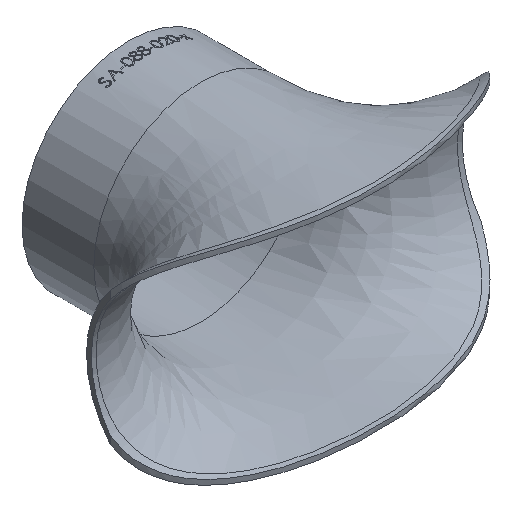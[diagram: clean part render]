
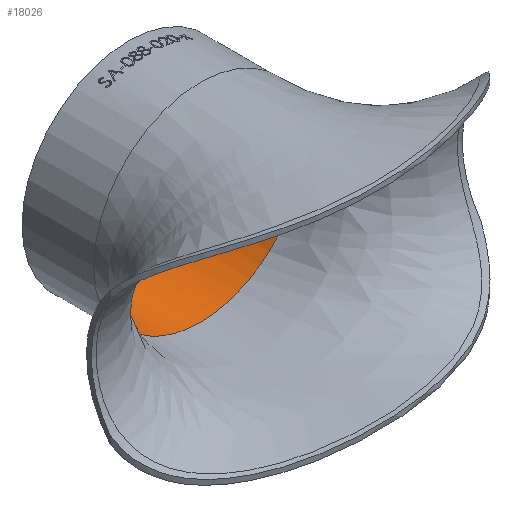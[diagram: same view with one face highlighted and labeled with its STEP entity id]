
A CAD part, isometric view. The second image highlights one B-rep face of the part: STEP entity #18026.
In plain terms, the highlighted cylindrical face has radius 42.45 mm (diameter 84.9 mm), a full revolution.
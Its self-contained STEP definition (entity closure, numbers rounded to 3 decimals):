
#369 = CARTESIAN_POINT ( 'NONE',  ( 21.592, 74.481, -36.964 ) ) ;
#478 = CARTESIAN_POINT ( 'NONE',  ( 33.854, 74.481, -26.167 ) ) ;
#592 = CARTESIAN_POINT ( 'NONE',  ( 41.87, 74.485, 7.171 ) ) ;
#815 = CARTESIAN_POINT ( 'NONE',  ( -40.127, 74.484, -13.947 ) ) ;
#1137 = CARTESIAN_POINT ( 'NONE',  ( -41.87, 74.485, -7.171 ) ) ;
#2637 = CARTESIAN_POINT ( 'NONE',  ( 0., 74.45, 0. ) ) ;
#2902 = CARTESIAN_POINT ( 'NONE',  ( 9.931, 74.484, -41.304 ) ) ;
#3010 = CARTESIAN_POINT ( 'NONE',  ( 42.376, 74.485, 2.913 ) ) ;
#3225 = CARTESIAN_POINT ( 'NONE',  ( -33.854, 74.481, 26.167 ) ) ;
#3340 = CARTESIAN_POINT ( 'NONE',  ( -33.854, 74.48, -26.167 ) ) ;
#3544 = CARTESIAN_POINT ( 'NONE',  ( -42.376, 74.485, 2.913 ) ) ;
#3653 = CARTESIAN_POINT ( 'NONE',  ( -41.87, 74.485, 7.171 ) ) ;
#4010 = ORIENTED_EDGE ( 'NONE', *, *, #28291, .T. ) ;
#5210 = CARTESIAN_POINT ( 'NONE',  ( 42.376, 74.485, -2.913 ) ) ;
#5416 = CARTESIAN_POINT ( 'NONE',  ( 36.964, 74.485, 21.592 ) ) ;
#5527 = CARTESIAN_POINT ( 'NONE',  ( -2.913, 74.485, -42.376 ) ) ;
#5734 = CARTESIAN_POINT ( 'NONE',  ( -26.167, 74.479, -33.854 ) ) ;
#5847 = CARTESIAN_POINT ( 'NONE',  ( 1.456, 74.485, -42.45 ) ) ;
#5959 = CARTESIAN_POINT ( 'NONE',  ( -21.592, 74.481, -36.964 ) ) ;
#7113 = CARTESIAN_POINT ( 'NONE',  ( 5.863, 74.485, 42.45 ) ) ;
#7425 = CARTESIAN_POINT ( 'NONE',  ( 40.954, 74.484, -11.29 ) ) ;
#7632 = CARTESIAN_POINT ( 'NONE',  ( 33.854, 74.481, 26.167 ) ) ;
#7777 = ORIENTED_EDGE ( 'NONE', *, *, #17389, .F. ) ;
#7948 = CARTESIAN_POINT ( 'NONE',  ( -42.45, 74.485, 1.456 ) ) ;
#8124 = CARTESIAN_POINT ( 'NONE',  ( 0., 104.45, 0. ) ) ;
#8253 = CARTESIAN_POINT ( 'NONE',  ( -40.954, 74.484, 11.29 ) ) ;
#8364 = CARTESIAN_POINT ( 'NONE',  ( -7.171, 74.484, -41.87 ) ) ;
#9095 = CYLINDRICAL_SURFACE ( 'NONE', #14531, 42.45 ) ;
#9588 = B_SPLINE_CURVE_WITH_KNOTS ( 'NONE', 3,
 ( #23563, #7113, #27131, #29441, #15075, #7632, #5416, #17504, #17611, #22364, #24585, #592, #29342, #3010, #19921, #24797, #5210, #14970, #26808, #10284, #7425, #27239, #9844, #24377, #478, #14870, #369, #17397, #12324, #17291, #2902, #27346, #20139, #29984, #5847, #22574, #5527, #15294, #8364, #10724, #20245, #13092, #10399, #5959, #5734, #3340, #27454, #12987, #815, #15728, #13303, #1137, #12873, #18142, #22898, #7948, #3544, #20353, #3653, #29767, #8253, #17720, #25223, #27667, #3225, #13198, #22686, #22791, #17827, #27566 ),
 .UNSPECIFIED., .T., .F.,
 ( 4, 2, 2, 2, 2, 2, 2, 2, 2, 2, 2, 2, 2, 2, 2, 2, 2, 2, 2, 2, 2, 2, 2, 2, 2, 2, 2, 2, 2, 2, 2, 2, 2, 2, 4 ),
 ( 0., 0.063, 0.125, 0.188, 0.203, 0.219, 0.234, 0.25, 0.266, 0.281, 0.297, 0.313, 0.375, 0.438, 0.453, 0.469, 0.484, 0.5, 0.516, 0.531, 0.547, 0.563, 0.625, 0.688, 0.703, 0.719, 0.734, 0.75, 0.766, 0.781, 0.797, 0.813, 0.875, 0.938, 1. ),
 .UNSPECIFIED. ) ;
#9844 = CARTESIAN_POINT ( 'NONE',  ( 39.65, 74.485, -15.246 ) ) ;
#10284 = CARTESIAN_POINT ( 'NONE',  ( 41.304, 74.484, -9.931 ) ) ;
#10399 = CARTESIAN_POINT ( 'NONE',  ( -15.246, 74.483, -39.65 ) ) ;
#10724 = CARTESIAN_POINT ( 'NONE',  ( -9.931, 74.484, -41.304 ) ) ;
#11174 = VERTEX_POINT ( 'NONE', #12498 ) ;
#12324 = CARTESIAN_POINT ( 'NONE',  ( 13.947, 74.483, -40.127 ) ) ;
#12498 = CARTESIAN_POINT ( 'NONE',  ( 0., 104.45, 42.45 ) ) ;
#12873 = CARTESIAN_POINT ( 'NONE',  ( -42.086, 74.485, -5.77 ) ) ;
#12987 = CARTESIAN_POINT ( 'NONE',  ( -39.65, 74.485, -15.246 ) ) ;
#13092 = CARTESIAN_POINT ( 'NONE',  ( -13.947, 74.483, -40.127 ) ) ;
#13198 = CARTESIAN_POINT ( 'NONE',  ( -26.167, 74.479, 33.854 ) ) ;
#13303 = CARTESIAN_POINT ( 'NONE',  ( -41.304, 74.484, -9.931 ) ) ;
#14531 = AXIS2_PLACEMENT_3D ( 'NONE', #2637, #17230, #24318 ) ;
#14870 = CARTESIAN_POINT ( 'NONE',  ( 26.167, 74.479, -33.854 ) ) ;
#14970 = CARTESIAN_POINT ( 'NONE',  ( 42.086, 74.485, -5.77 ) ) ;
#15075 = CARTESIAN_POINT ( 'NONE',  ( 26.167, 74.479, 33.854 ) ) ;
#15294 = CARTESIAN_POINT ( 'NONE',  ( -5.77, 74.485, -42.086 ) ) ;
#15603 = DIRECTION ( 'NONE',  ( 0., 0., 1. ) ) ;
#15728 = CARTESIAN_POINT ( 'NONE',  ( -40.954, 74.484, -11.29 ) ) ;
#17197 = VERTEX_POINT ( 'NONE', #21897 ) ;
#17230 = DIRECTION ( 'NONE',  ( 0., 1., 0. ) ) ;
#17291 = CARTESIAN_POINT ( 'NONE',  ( 11.29, 74.484, -40.954 ) ) ;
#17389 = EDGE_CURVE ( 'NONE', #17197, #17197, #9588, .T. ) ;
#17397 = CARTESIAN_POINT ( 'NONE',  ( 15.246, 74.483, -39.65 ) ) ;
#17504 = CARTESIAN_POINT ( 'NONE',  ( 39.65, 74.485, 15.246 ) ) ;
#17611 = CARTESIAN_POINT ( 'NONE',  ( 40.127, 74.484, 13.947 ) ) ;
#17720 = CARTESIAN_POINT ( 'NONE',  ( -40.127, 74.484, 13.947 ) ) ;
#17827 = CARTESIAN_POINT ( 'NONE',  ( -5.863, 74.485, 42.45 ) ) ;
#17873 = EDGE_LOOP ( 'NONE', ( #7777 ) ) ;
#18026 = ADVANCED_FACE ( 'NONE', ( #28042, #20063 ), #9095, .F. ) ;
#18142 = CARTESIAN_POINT ( 'NONE',  ( -42.376, 74.485, -2.913 ) ) ;
#19921 = CARTESIAN_POINT ( 'NONE',  ( 42.45, 74.485, 1.456 ) ) ;
#20063 = FACE_OUTER_BOUND ( 'NONE', #26907, .T. ) ;
#20139 = CARTESIAN_POINT ( 'NONE',  ( 5.77, 74.485, -42.086 ) ) ;
#20245 = CARTESIAN_POINT ( 'NONE',  ( -11.29, 74.484, -40.954 ) ) ;
#20353 = CARTESIAN_POINT ( 'NONE',  ( -42.086, 74.485, 5.77 ) ) ;
#21897 = CARTESIAN_POINT ( 'NONE',  ( 0., 74.485, 42.45 ) ) ;
#22364 = CARTESIAN_POINT ( 'NONE',  ( 40.954, 74.484, 11.29 ) ) ;
#22574 = CARTESIAN_POINT ( 'NONE',  ( -1.456, 74.485, -42.45 ) ) ;
#22686 = CARTESIAN_POINT ( 'NONE',  ( -21.592, 74.481, 36.964 ) ) ;
#22791 = CARTESIAN_POINT ( 'NONE',  ( -11.439, 74.484, 41.262 ) ) ;
#22898 = CARTESIAN_POINT ( 'NONE',  ( -42.45, 74.485, -1.456 ) ) ;
#23563 = CARTESIAN_POINT ( 'NONE',  ( 0., 74.485, 42.45 ) ) ;
#24318 = DIRECTION ( 'NONE',  ( 0., 0., 1. ) ) ;
#24377 = CARTESIAN_POINT ( 'NONE',  ( 36.964, 74.485, -21.592 ) ) ;
#24585 = CARTESIAN_POINT ( 'NONE',  ( 41.304, 74.484, 9.931 ) ) ;
#24797 = CARTESIAN_POINT ( 'NONE',  ( 42.45, 74.485, -1.456 ) ) ;
#25092 = DIRECTION ( 'NONE',  ( 0., 1., 0. ) ) ;
#25223 = CARTESIAN_POINT ( 'NONE',  ( -39.65, 74.485, 15.246 ) ) ;
#26808 = CARTESIAN_POINT ( 'NONE',  ( 41.87, 74.485, -7.171 ) ) ;
#26907 = EDGE_LOOP ( 'NONE', ( #4010 ) ) ;
#27131 = CARTESIAN_POINT ( 'NONE',  ( 11.439, 74.484, 41.262 ) ) ;
#27239 = CARTESIAN_POINT ( 'NONE',  ( 40.127, 74.484, -13.947 ) ) ;
#27346 = CARTESIAN_POINT ( 'NONE',  ( 7.171, 74.484, -41.87 ) ) ;
#27454 = CARTESIAN_POINT ( 'NONE',  ( -36.964, 74.485, -21.592 ) ) ;
#27566 = CARTESIAN_POINT ( 'NONE',  ( 0., 74.485, 42.45 ) ) ;
#27667 = CARTESIAN_POINT ( 'NONE',  ( -36.964, 74.485, 21.592 ) ) ;
#28042 = FACE_OUTER_BOUND ( 'NONE', #17873, .T. ) ;
#28291 = EDGE_CURVE ( 'NONE', #11174, #11174, #31108, .T. ) ;
#28656 = AXIS2_PLACEMENT_3D ( 'NONE', #8124, #25092, #15603 ) ;
#29342 = CARTESIAN_POINT ( 'NONE',  ( 42.086, 74.485, 5.77 ) ) ;
#29441 = CARTESIAN_POINT ( 'NONE',  ( 21.592, 74.481, 36.964 ) ) ;
#29767 = CARTESIAN_POINT ( 'NONE',  ( -41.304, 74.484, 9.931 ) ) ;
#29984 = CARTESIAN_POINT ( 'NONE',  ( 2.913, 74.485, -42.376 ) ) ;
#31108 = CIRCLE ( 'NONE', #28656, 42.45 ) ;
